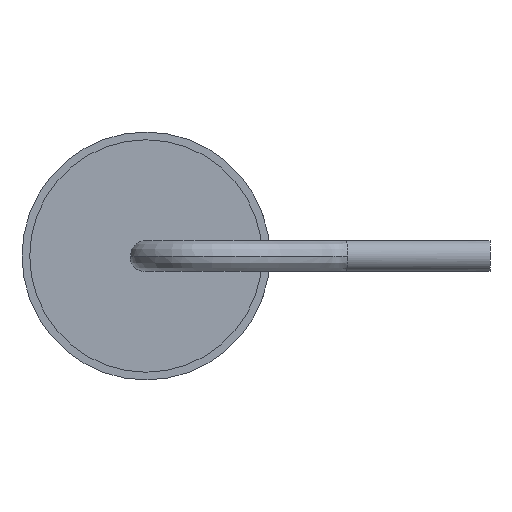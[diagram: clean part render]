
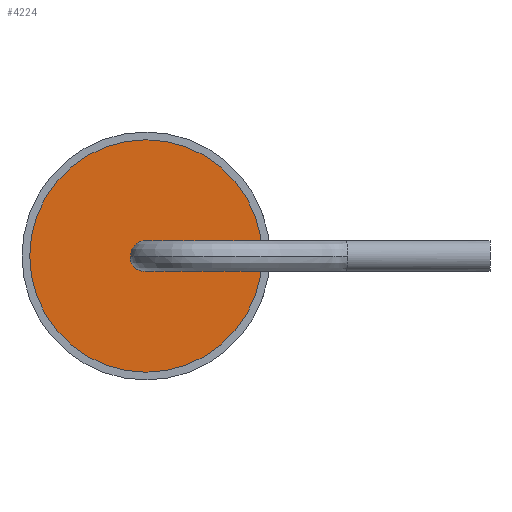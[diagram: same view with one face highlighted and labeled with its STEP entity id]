
A CAD part, left-side view. The second image highlights one B-rep face of the part: STEP entity #4224.
In plain terms, the highlighted planar face has unit normal (-1, 0, 0).
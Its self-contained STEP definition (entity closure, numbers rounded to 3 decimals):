
#81 = EDGE_CURVE ( 'NONE', #2165, #4201, #2110, .T. ) ;
#83 = AXIS2_PLACEMENT_3D ( 'NONE', #2622, #3505, #3451 ) ;
#139 = ORIENTED_EDGE ( 'NONE', *, *, #1677, .F. ) ;
#150 = EDGE_CURVE ( 'NONE', #2882, #1132, #2363, .T. ) ;
#180 = CIRCLE ( 'NONE', #1183, 3.75 ) ;
#222 = DIRECTION ( 'NONE',  ( 0., 0., 1. ) ) ;
#262 = PLANE ( 'NONE',  #83 ) ;
#438 = VERTEX_POINT ( 'NONE', #3098 ) ;
#529 = ORIENTED_EDGE ( 'NONE', *, *, #2835, .F. ) ;
#596 = EDGE_CURVE ( 'NONE', #4201, #2165, #180, .T. ) ;
#609 = ORIENTED_EDGE ( 'NONE', *, *, #1747, .F. ) ;
#617 = CARTESIAN_POINT ( 'NONE',  ( -5., 0.462, -0.279 ) ) ;
#640 = CARTESIAN_POINT ( 'NONE',  ( -5., 0.397, -0.359 ) ) ;
#697 = CARTESIAN_POINT ( 'NONE',  ( -5., 0., 0. ) ) ;
#1132 = VERTEX_POINT ( 'NONE', #5031 ) ;
#1145 = VERTEX_POINT ( 'NONE', #5152 ) ;
#1183 = AXIS2_PLACEMENT_3D ( 'NONE', #3205, #2406, #3941 ) ;
#1427 = CARTESIAN_POINT ( 'NONE',  ( -5., 0., -0.5 ) ) ;
#1609 = VECTOR ( 'NONE', #3190, 1000. ) ;
#1668 = CARTESIAN_POINT ( 'NONE',  ( -5., 0.5, 0. ) ) ;
#1677 = EDGE_CURVE ( 'NONE', #1132, #1728, #5040, .T. ) ;
#1713 = CARTESIAN_POINT ( 'NONE',  ( -5., 0.132, -0.5 ) ) ;
#1728 = VERTEX_POINT ( 'NONE', #1668 ) ;
#1747 = EDGE_CURVE ( 'NONE', #438, #2882, #4436, .T. ) ;
#2110 = CIRCLE ( 'NONE', #5024, 3.75 ) ;
#2165 = VERTEX_POINT ( 'NONE', #3915 ) ;
#2273 = AXIS2_PLACEMENT_3D ( 'NONE', #697, #3860, #222 ) ;
#2357 = B_SPLINE_CURVE_WITH_KNOTS ( 'NONE', 3,
 ( #2528, #617, #640, #3780, #1713, #4116 ),
 .UNSPECIFIED., .F., .F.,
 ( 4, 2, 4 ),
 ( 0., 0., 0.001 ),
 .UNSPECIFIED. ) ;
#2363 = CIRCLE ( 'NONE', #2273, 0.5 ) ;
#2384 = DIRECTION ( 'NONE',  ( 0., 0., -1. ) ) ;
#2406 = DIRECTION ( 'NONE',  ( 1., 0., 0. ) ) ;
#2528 = CARTESIAN_POINT ( 'NONE',  ( -5., 0.5, -0.185 ) ) ;
#2622 = CARTESIAN_POINT ( 'NONE',  ( -5., 1.875, 0. ) ) ;
#2702 = FACE_OUTER_BOUND ( 'NONE', #4546, .T. ) ;
#2750 = DIRECTION ( 'NONE',  ( 1., 0., 0. ) ) ;
#2835 = EDGE_CURVE ( 'NONE', #1145, #438, #2357, .T. ) ;
#2852 = LINE ( 'NONE', #4001, #3427 ) ;
#2871 = DIRECTION ( 'NONE',  ( -1., 0., 0. ) ) ;
#2882 = VERTEX_POINT ( 'NONE', #1427 ) ;
#3098 = CARTESIAN_POINT ( 'NONE',  ( -5., 0.031, -0.5 ) ) ;
#3190 = DIRECTION ( 'NONE',  ( 0., -1., 0. ) ) ;
#3205 = CARTESIAN_POINT ( 'NONE',  ( -5., 0., 0. ) ) ;
#3214 = DIRECTION ( 'NONE',  ( 0., 0., 1. ) ) ;
#3264 = CARTESIAN_POINT ( 'NONE',  ( -5., 1.875, -0.5 ) ) ;
#3308 = EDGE_CURVE ( 'NONE', #1728, #1145, #2852, .T. ) ;
#3331 = EDGE_LOOP ( 'NONE', ( #529, #4867, #139, #4721, #609 ) ) ;
#3427 = VECTOR ( 'NONE', #4789, 1000. ) ;
#3451 = DIRECTION ( 'NONE',  ( 0., 0., -1. ) ) ;
#3505 = DIRECTION ( 'NONE',  ( 1., 0., 0. ) ) ;
#3780 = CARTESIAN_POINT ( 'NONE',  ( -5., 0.231, -0.469 ) ) ;
#3843 = CARTESIAN_POINT ( 'NONE',  ( -5., 0., 3.75 ) ) ;
#3860 = DIRECTION ( 'NONE',  ( -1., 0., 0. ) ) ;
#3866 = AXIS2_PLACEMENT_3D ( 'NONE', #4072, #2871, #3214 ) ;
#3871 = FACE_BOUND ( 'NONE', #3331, .T. ) ;
#3915 = CARTESIAN_POINT ( 'NONE',  ( -5., 0., -3.75 ) ) ;
#3923 = CARTESIAN_POINT ( 'NONE',  ( -5., 0., 0. ) ) ;
#3941 = DIRECTION ( 'NONE',  ( 0., 0., -1. ) ) ;
#3943 = ORIENTED_EDGE ( 'NONE', *, *, #81, .F. ) ;
#4001 = CARTESIAN_POINT ( 'NONE',  ( -5., 0.5, 0. ) ) ;
#4072 = CARTESIAN_POINT ( 'NONE',  ( -5., 0., 0. ) ) ;
#4116 = CARTESIAN_POINT ( 'NONE',  ( -5., 0.031, -0.5 ) ) ;
#4201 = VERTEX_POINT ( 'NONE', #3843 ) ;
#4224 = ADVANCED_FACE ( 'NONE', ( #3871, #2702 ), #262, .F. ) ;
#4436 = LINE ( 'NONE', #3264, #1609 ) ;
#4546 = EDGE_LOOP ( 'NONE', ( #3943, #4841 ) ) ;
#4721 = ORIENTED_EDGE ( 'NONE', *, *, #150, .F. ) ;
#4789 = DIRECTION ( 'NONE',  ( 0., 0., -1. ) ) ;
#4841 = ORIENTED_EDGE ( 'NONE', *, *, #596, .F. ) ;
#4867 = ORIENTED_EDGE ( 'NONE', *, *, #3308, .F. ) ;
#5024 = AXIS2_PLACEMENT_3D ( 'NONE', #3923, #2750, #2384 ) ;
#5031 = CARTESIAN_POINT ( 'NONE',  ( -5., 0., 0.5 ) ) ;
#5040 = CIRCLE ( 'NONE', #3866, 0.5 ) ;
#5152 = CARTESIAN_POINT ( 'NONE',  ( -5., 0.5, -0.185 ) ) ;
